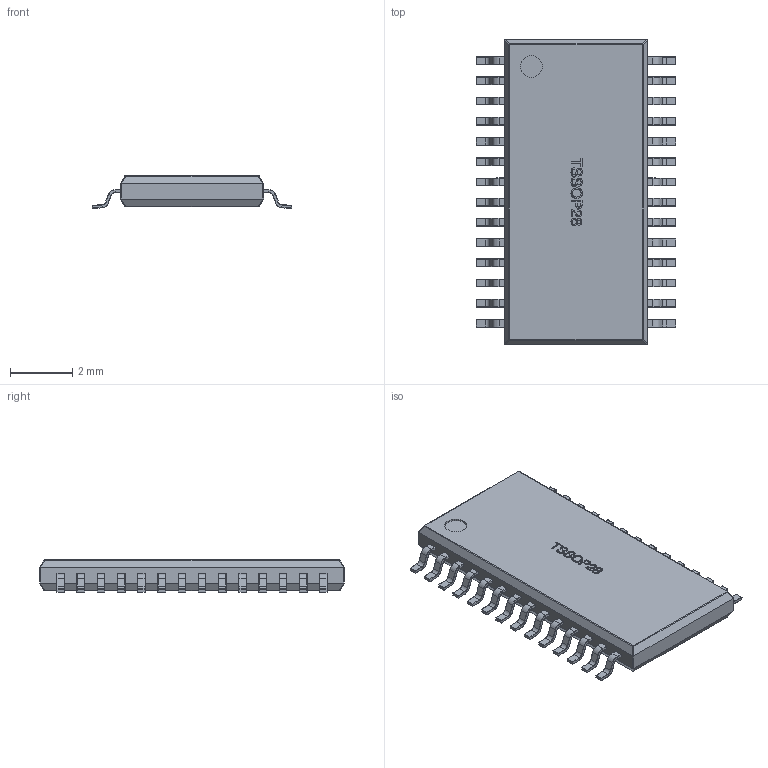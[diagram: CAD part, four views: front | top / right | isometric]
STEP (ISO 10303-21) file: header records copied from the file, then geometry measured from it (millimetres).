
FILE_DESCRIPTION (( 'STEP AP214' ), '1' );
FILE_NAME ('µçÂ·°å.step', '2025-07-31T03:49:43', ( '' ), ( '' ), 'SwSTEP 2.0', 'SolidWorks 2018', '' );
FILE_SCHEMA (( 'AUTOMOTIVE_DESIGN' ));
Length unit declared in the file: millimetre
Products named in the file (8): 萇繚啣; TSSOP28.step; _0_9_100_1_1.step; 萇繚啣.step; Designator105.step; TSSOP28_ASM_1_AF0_ASM.step; TSSOP28_1_ASM_1_AF0_ASM.step; TSSOP28_00_1_AF0.step
Assembly tree (34 placements, depth 7):
  萇繚啣
    萇繚啣.step
      Designator105.step
        TSSOP28.step
          TSSOP28_ASM_1_AF0_ASM.step
            TSSOP28_1_ASM_1_AF0_ASM.step
              _0_9_100_1_1.step  x28
              TSSOP28_00_1_AF0.step
Bounding box: 6.4 x 9.8 x 1.05 mm (x, y, z)
Volume: 44.8 mm3; surface area: 136.4 mm2
Topology: 29 solids, 29 shells, 1821 faces, 3903 edges, 2118 vertices
Faces by surface type: plane 735, cylinder 610, torus 224, sphere 176, bspline 76
Entity records: 17596 total; most frequent: CARTESIAN_POINT 6563, ORIENTED_EDGE 1970, DIRECTION 1598, EDGE_CURVE 985, VECTOR 728, LINE 728, VERTEX_POINT 633, AXIS2_PLACEMENT_3D 435
